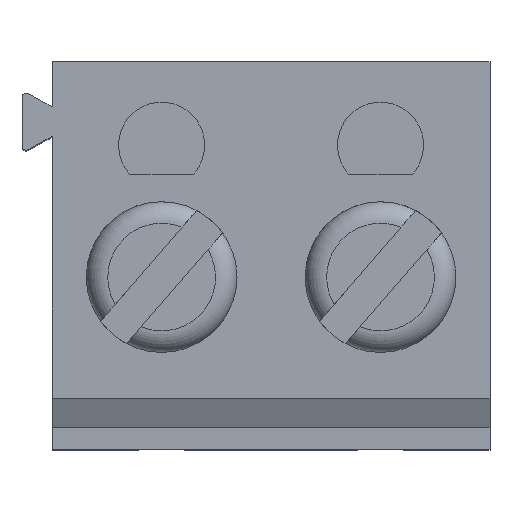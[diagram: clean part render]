
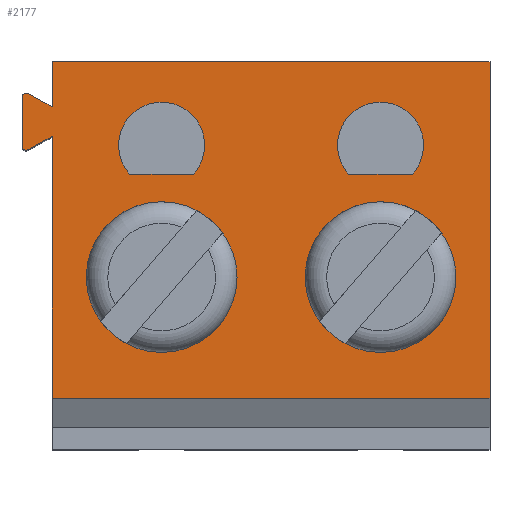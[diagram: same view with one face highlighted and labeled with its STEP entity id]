
A CAD part, top view. The second image highlights one B-rep face of the part: STEP entity #2177.
In plain terms, the highlighted planar face has unit normal (0, 0, 1).
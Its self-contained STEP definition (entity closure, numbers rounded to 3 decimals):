
#43=FACE_BOUND('',#292,.T.);
#44=FACE_BOUND('',#293,.T.);
#45=FACE_BOUND('',#294,.T.);
#46=FACE_BOUND('',#295,.T.);
#60=CIRCLE('',#2378,0.1);
#61=CIRCLE('',#2381,0.1);
#62=CIRCLE('',#2382,1.);
#63=CIRCLE('',#2383,1.);
#64=CIRCLE('',#2384,1.75);
#65=CIRCLE('',#2385,1.75);
#66=CIRCLE('',#2386,1.75);
#67=CIRCLE('',#2387,1.75);
#163=FACE_OUTER_BOUND('',#291,.T.);
#291=EDGE_LOOP('',(#1541,#1542,#1543,#1544,#1545,#1546,#1547,#1548,#1549,
#1550));
#292=EDGE_LOOP('',(#1551,#1552));
#293=EDGE_LOOP('',(#1553,#1554));
#294=EDGE_LOOP('',(#1555,#1556));
#295=EDGE_LOOP('',(#1557,#1558));
#477=LINE('',#3326,#723);
#480=LINE('',#3332,#726);
#481=LINE('',#3334,#727);
#482=LINE('',#3336,#728);
#483=LINE('',#3338,#729);
#484=LINE('',#3340,#730);
#485=LINE('',#3342,#731);
#486=LINE('',#3344,#732);
#487=LINE('',#3349,#733);
#488=LINE('',#3353,#734);
#723=VECTOR('',#2681,10.);
#726=VECTOR('',#2686,10.);
#727=VECTOR('',#2687,10.);
#728=VECTOR('',#2688,10.);
#729=VECTOR('',#2689,10.);
#730=VECTOR('',#2690,10.);
#731=VECTOR('',#2691,10.);
#732=VECTOR('',#2692,10.);
#733=VECTOR('',#2697,10.);
#734=VECTOR('',#2700,10.);
#945=VERTEX_POINT('',#3319);
#946=VERTEX_POINT('',#3321);
#947=VERTEX_POINT('',#3325);
#949=VERTEX_POINT('',#3331);
#950=VERTEX_POINT('',#3333);
#951=VERTEX_POINT('',#3335);
#952=VERTEX_POINT('',#3337);
#953=VERTEX_POINT('',#3339);
#954=VERTEX_POINT('',#3341);
#955=VERTEX_POINT('',#3343);
#956=VERTEX_POINT('',#3346);
#957=VERTEX_POINT('',#3347);
#958=VERTEX_POINT('',#3350);
#959=VERTEX_POINT('',#3351);
#960=VERTEX_POINT('',#3354);
#961=VERTEX_POINT('',#3355);
#962=VERTEX_POINT('',#3358);
#963=VERTEX_POINT('',#3359);
#1175=EDGE_CURVE('',#945,#946,#60,.T.);
#1177=EDGE_CURVE('',#947,#946,#477,.T.);
#1180=EDGE_CURVE('',#945,#949,#480,.T.);
#1181=EDGE_CURVE('',#950,#949,#481,.T.);
#1182=EDGE_CURVE('',#950,#951,#482,.T.);
#1183=EDGE_CURVE('',#952,#951,#483,.T.);
#1184=EDGE_CURVE('',#953,#952,#484,.T.);
#1185=EDGE_CURVE('',#954,#953,#485,.T.);
#1186=EDGE_CURVE('',#954,#955,#486,.T.);
#1187=EDGE_CURVE('',#947,#955,#61,.T.);
#1188=EDGE_CURVE('',#956,#957,#62,.T.);
#1189=EDGE_CURVE('',#957,#956,#487,.T.);
#1190=EDGE_CURVE('',#958,#959,#63,.T.);
#1191=EDGE_CURVE('',#959,#958,#488,.T.);
#1192=EDGE_CURVE('',#960,#961,#64,.T.);
#1193=EDGE_CURVE('',#961,#960,#65,.T.);
#1194=EDGE_CURVE('',#962,#963,#66,.T.);
#1195=EDGE_CURVE('',#963,#962,#67,.T.);
#1541=ORIENTED_EDGE('',*,*,#1175,.F.);
#1542=ORIENTED_EDGE('',*,*,#1180,.T.);
#1543=ORIENTED_EDGE('',*,*,#1181,.F.);
#1544=ORIENTED_EDGE('',*,*,#1182,.T.);
#1545=ORIENTED_EDGE('',*,*,#1183,.F.);
#1546=ORIENTED_EDGE('',*,*,#1184,.F.);
#1547=ORIENTED_EDGE('',*,*,#1185,.F.);
#1548=ORIENTED_EDGE('',*,*,#1186,.T.);
#1549=ORIENTED_EDGE('',*,*,#1187,.F.);
#1550=ORIENTED_EDGE('',*,*,#1177,.T.);
#1551=ORIENTED_EDGE('',*,*,#1188,.T.);
#1552=ORIENTED_EDGE('',*,*,#1189,.T.);
#1553=ORIENTED_EDGE('',*,*,#1190,.T.);
#1554=ORIENTED_EDGE('',*,*,#1191,.T.);
#1555=ORIENTED_EDGE('',*,*,#1192,.T.);
#1556=ORIENTED_EDGE('',*,*,#1193,.T.);
#1557=ORIENTED_EDGE('',*,*,#1194,.T.);
#1558=ORIENTED_EDGE('',*,*,#1195,.T.);
#2068=PLANE('',#2380);
#2177=ADVANCED_FACE('',(#163,#43,#44,#45,#46),#2068,.T.);
#2378=AXIS2_PLACEMENT_3D('',#3322,#2676,#2677);
#2380=AXIS2_PLACEMENT_3D('',#3330,#2684,#2685);
#2381=AXIS2_PLACEMENT_3D('',#3345,#2693,#2694);
#2382=AXIS2_PLACEMENT_3D('',#3348,#2695,#2696);
#2383=AXIS2_PLACEMENT_3D('',#3352,#2698,#2699);
#2384=AXIS2_PLACEMENT_3D('',#3356,#2701,#2702);
#2385=AXIS2_PLACEMENT_3D('',#3357,#2703,#2704);
#2386=AXIS2_PLACEMENT_3D('',#3360,#2705,#2706);
#2387=AXIS2_PLACEMENT_3D('',#3361,#2707,#2708);
#2676=DIRECTION('center_axis',(0.,0.,-1.));
#2677=DIRECTION('ref_axis',(-0.508,-0.861,0.));
#2681=DIRECTION('',(0.,-1.,0.));
#2684=DIRECTION('center_axis',(0.,0.,1.));
#2685=DIRECTION('ref_axis',(0.,-1.,0.));
#2686=DIRECTION('',(0.875,0.484,0.));
#2687=DIRECTION('',(0.,1.,0.));
#2688=DIRECTION('',(1.,0.,0.));
#2689=DIRECTION('',(0.,-1.,0.));
#2690=DIRECTION('',(1.,0.,0.));
#2691=DIRECTION('',(0.,1.,0.));
#2692=DIRECTION('',(-0.875,0.484,0.));
#2693=DIRECTION('center_axis',(0.,0.,-1.));
#2694=DIRECTION('ref_axis',(-0.508,0.861,0.));
#2695=DIRECTION('center_axis',(0.,0.,-1.));
#2696=DIRECTION('ref_axis',(0.74,-0.672,0.));
#2697=DIRECTION('',(-1.,0.,0.));
#2698=DIRECTION('center_axis',(0.,0.,-1.));
#2699=DIRECTION('ref_axis',(0.74,-0.672,0.));
#2700=DIRECTION('',(-1.,0.,0.));
#2701=DIRECTION('center_axis',(0.,0.,-1.));
#2702=DIRECTION('ref_axis',(1.,0.,0.));
#2703=DIRECTION('center_axis',(0.,0.,-1.));
#2704=DIRECTION('ref_axis',(1.,0.,0.));
#2705=DIRECTION('center_axis',(0.,0.,-1.));
#2706=DIRECTION('ref_axis',(1.,0.,0.));
#2707=DIRECTION('center_axis',(0.,0.,-1.));
#2708=DIRECTION('ref_axis',(1.,0.,0.));
#3319=CARTESIAN_POINT('',(-8.172,2.458,13.3));
#3321=CARTESIAN_POINT('',(-8.32,2.546,13.3));
#3322=CARTESIAN_POINT('Origin',(-8.22,2.546,13.3));
#3325=CARTESIAN_POINT('',(-8.32,3.669,13.3));
#3326=CARTESIAN_POINT('',(-8.32,3.839,13.3));
#3330=CARTESIAN_POINT('Origin',(0.,4.5,13.3));
#3331=CARTESIAN_POINT('',(-7.62,2.764,13.3));
#3332=CARTESIAN_POINT('',(-8.32,2.376,13.3));
#3333=CARTESIAN_POINT('',(-7.62,-3.313,13.3));
#3334=CARTESIAN_POINT('',(-7.62,4.5,13.3));
#3335=CARTESIAN_POINT('',(2.54,-3.313,13.3));
#3336=CARTESIAN_POINT('',(0.,-3.313,13.3));
#3337=CARTESIAN_POINT('',(2.54,4.5,13.3));
#3338=CARTESIAN_POINT('',(2.54,4.5,13.3));
#3339=CARTESIAN_POINT('',(-7.62,4.5,13.3));
#3340=CARTESIAN_POINT('',(0.,4.5,13.3));
#3341=CARTESIAN_POINT('',(-7.62,3.452,13.3));
#3342=CARTESIAN_POINT('',(-7.62,4.5,13.3));
#3343=CARTESIAN_POINT('',(-8.172,3.757,13.3));
#3344=CARTESIAN_POINT('',(-7.62,3.452,13.3));
#3345=CARTESIAN_POINT('Origin',(-8.22,3.669,13.3));
#3346=CARTESIAN_POINT('',(-5.82,1.887,13.3));
#3347=CARTESIAN_POINT('',(-4.34,1.887,13.3));
#3348=CARTESIAN_POINT('Origin',(-5.08,2.559,13.3));
#3349=CARTESIAN_POINT('',(-2.17,1.887,13.3));
#3350=CARTESIAN_POINT('',(-0.74,1.887,13.3));
#3351=CARTESIAN_POINT('',(0.74,1.887,13.3));
#3352=CARTESIAN_POINT('Origin',(0.,2.559,13.3));
#3353=CARTESIAN_POINT('',(0.37,1.887,13.3));
#3354=CARTESIAN_POINT('',(-3.33,-0.5,13.3));
#3355=CARTESIAN_POINT('',(-6.83,-0.5,13.3));
#3356=CARTESIAN_POINT('Origin',(-5.08,-0.5,13.3));
#3357=CARTESIAN_POINT('Origin',(-5.08,-0.5,13.3));
#3358=CARTESIAN_POINT('',(1.75,-0.5,13.3));
#3359=CARTESIAN_POINT('',(-1.75,-0.5,13.3));
#3360=CARTESIAN_POINT('Origin',(0.,-0.5,13.3));
#3361=CARTESIAN_POINT('Origin',(0.,-0.5,13.3));
